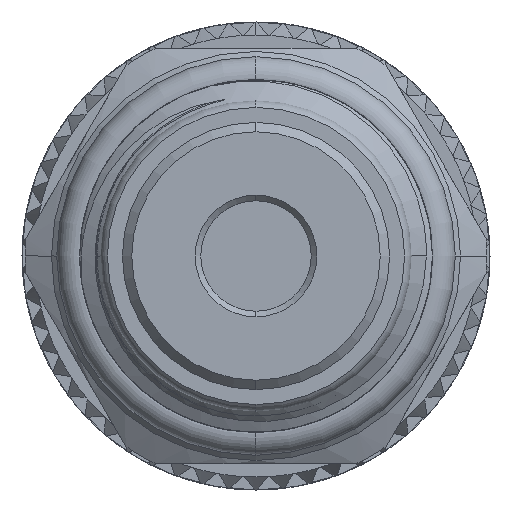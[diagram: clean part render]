
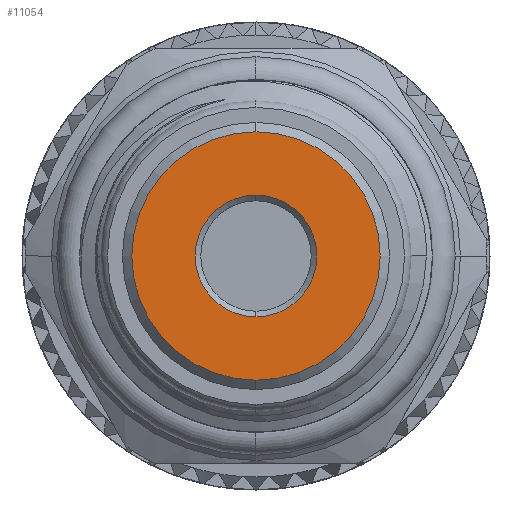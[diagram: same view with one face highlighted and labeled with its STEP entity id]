
A CAD part, left-side view. The second image highlights one B-rep face of the part: STEP entity #11054.
In plain terms, the highlighted planar face has unit normal (-1, 0, 0).
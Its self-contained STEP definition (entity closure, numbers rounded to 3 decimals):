
#273 = EDGE_CURVE ( 'NONE', #345, #30499, #17001, .T. ) ;
#345 = VERTEX_POINT ( 'NONE', #10208 ) ;
#2980 = EDGE_LOOP ( 'NONE', ( #23045, #15246 ) ) ;
#3316 = EDGE_CURVE ( 'NONE', #5600, #12009, #8363, .T. ) ;
#3325 = AXIS2_PLACEMENT_3D ( 'NONE', #15232, #29517, #12293 ) ;
#4366 = EDGE_CURVE ( 'NONE', #30499, #345, #35401, .T. ) ;
#4403 = CARTESIAN_POINT ( 'NONE',  ( -6.863, 0., 3.25 ) ) ;
#5600 = VERTEX_POINT ( 'NONE', #4403 ) ;
#6525 = DIRECTION ( 'NONE',  ( -1., 0., 0. ) ) ;
#6982 = EDGE_LOOP ( 'NONE', ( #30750, #35510 ) ) ;
#8174 = FACE_BOUND ( 'NONE', #6982, .T. ) ;
#8363 = CIRCLE ( 'NONE', #3325, 3.25 ) ;
#9602 = DIRECTION ( 'NONE',  ( 0., 0., -1. ) ) ;
#10208 = CARTESIAN_POINT ( 'NONE',  ( -6.863, 0., 6.635 ) ) ;
#11054 = ADVANCED_FACE ( 'NONE', ( #8174, #13247 ), #15394, .F. ) ;
#11748 = AXIS2_PLACEMENT_3D ( 'NONE', #20324, #6525, #24076 ) ;
#12009 = VERTEX_POINT ( 'NONE', #17644 ) ;
#12293 = DIRECTION ( 'NONE',  ( 0., 0., -1. ) ) ;
#13247 = FACE_OUTER_BOUND ( 'NONE', #2980, .T. ) ;
#15232 = CARTESIAN_POINT ( 'NONE',  ( -6.863, 0., 0. ) ) ;
#15246 = ORIENTED_EDGE ( 'NONE', *, *, #273, .T. ) ;
#15394 = PLANE ( 'NONE',  #17317 ) ;
#15875 = DIRECTION ( 'NONE',  ( 0., 0., -1. ) ) ;
#17001 = CIRCLE ( 'NONE', #18261, 6.635 ) ;
#17317 = AXIS2_PLACEMENT_3D ( 'NONE', #30047, #18612, #9602 ) ;
#17644 = CARTESIAN_POINT ( 'NONE',  ( -6.863, 0., -3.25 ) ) ;
#18261 = AXIS2_PLACEMENT_3D ( 'NONE', #33854, #24763, #15875 ) ;
#18612 = DIRECTION ( 'NONE',  ( 1., 0., 0. ) ) ;
#19916 = EDGE_CURVE ( 'NONE', #12009, #5600, #26050, .T. ) ;
#20324 = CARTESIAN_POINT ( 'NONE',  ( -6.863, 0., 0. ) ) ;
#21559 = CARTESIAN_POINT ( 'NONE',  ( -6.863, 0., -6.635 ) ) ;
#23045 = ORIENTED_EDGE ( 'NONE', *, *, #4366, .T. ) ;
#23386 = CARTESIAN_POINT ( 'NONE',  ( -6.863, 0., 0. ) ) ;
#24076 = DIRECTION ( 'NONE',  ( 0., 0., -1. ) ) ;
#24763 = DIRECTION ( 'NONE',  ( -1., 0., 0. ) ) ;
#25528 = AXIS2_PLACEMENT_3D ( 'NONE', #23386, #29489, #35633 ) ;
#26050 = CIRCLE ( 'NONE', #25528, 3.25 ) ;
#29489 = DIRECTION ( 'NONE',  ( 1., 0., 0. ) ) ;
#29517 = DIRECTION ( 'NONE',  ( 1., 0., 0. ) ) ;
#30047 = CARTESIAN_POINT ( 'NONE',  ( -6.863, 0., 0. ) ) ;
#30499 = VERTEX_POINT ( 'NONE', #21559 ) ;
#30750 = ORIENTED_EDGE ( 'NONE', *, *, #3316, .T. ) ;
#33854 = CARTESIAN_POINT ( 'NONE',  ( -6.863, 0., 0. ) ) ;
#35401 = CIRCLE ( 'NONE', #11748, 6.635 ) ;
#35510 = ORIENTED_EDGE ( 'NONE', *, *, #19916, .T. ) ;
#35633 = DIRECTION ( 'NONE',  ( 0., 0., -1. ) ) ;
